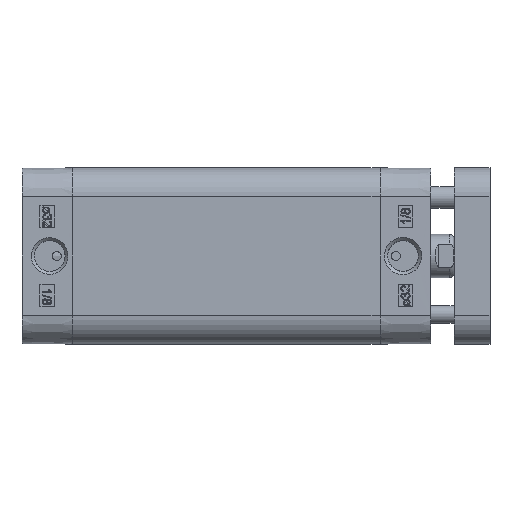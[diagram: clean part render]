
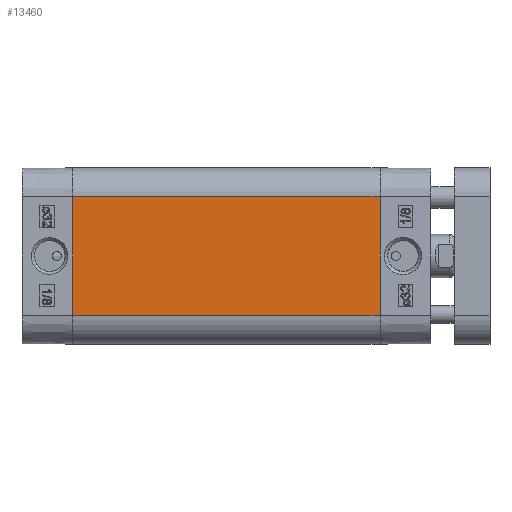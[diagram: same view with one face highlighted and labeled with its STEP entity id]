
A CAD part, left-side view. The second image highlights one B-rep face of the part: STEP entity #13460.
In plain terms, the highlighted planar face has unit normal (-1, 0, 0).
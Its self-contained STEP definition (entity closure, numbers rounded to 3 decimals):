
#10560=CARTESIAN_POINT('',(-24.5,-85.5,16.5));
#10561=VERTEX_POINT('',#10560);
#10568=CARTESIAN_POINT('',(-24.5,-85.5,-16.5));
#10569=VERTEX_POINT('',#10568);
#10570=CARTESIAN_POINT('',(-24.5,-85.5,-16.5));
#10571=DIRECTION('',(0.0,0.0,1.0));
#10572=VECTOR('',#10571,33.0);
#10573=LINE('',#10570,#10572);
#10574=EDGE_CURVE('',#10569,#10561,#10573,.T.);
#13418=CARTESIAN_POINT('',(-24.5,0.0,-16.5));
#13419=VERTEX_POINT('',#13418);
#13420=CARTESIAN_POINT('',(-24.5,0.0,-16.5));
#13421=DIRECTION('',(0.0,-1.0,0.0));
#13422=VECTOR('',#13421,85.5);
#13423=LINE('',#13420,#13422);
#13424=EDGE_CURVE('',#13419,#10569,#13423,.T.);
#13437=CARTESIAN_POINT('',(-24.5,0.0,-16.5));
#13438=DIRECTION('',(-1.0,0.0,0.0));
#13439=DIRECTION('',(0.0,0.0,1.0));
#13440=AXIS2_PLACEMENT_3D('',#13437,#13438,#13439);
#13441=PLANE('',#13440);
#13442=ORIENTED_EDGE('',*,*,#10574,.T.);
#13443=CARTESIAN_POINT('',(-24.5,0.0,16.5));
#13444=VERTEX_POINT('',#13443);
#13445=CARTESIAN_POINT('',(-24.5,0.0,16.5));
#13446=DIRECTION('',(0.0,-1.0,0.0));
#13447=VECTOR('',#13446,85.5);
#13448=LINE('',#13445,#13447);
#13449=EDGE_CURVE('',#13444,#10561,#13448,.T.);
#13450=ORIENTED_EDGE('',*,*,#13449,.F.);
#13451=CARTESIAN_POINT('',(-24.5,0.0,-16.5));
#13452=DIRECTION('',(0.0,0.0,1.0));
#13453=VECTOR('',#13452,33.0);
#13454=LINE('',#13451,#13453);
#13455=EDGE_CURVE('',#13419,#13444,#13454,.T.);
#13456=ORIENTED_EDGE('',*,*,#13455,.F.);
#13457=ORIENTED_EDGE('',*,*,#13424,.T.);
#13458=EDGE_LOOP('',(#13442,#13450,#13456,#13457));
#13459=FACE_OUTER_BOUND('',#13458,.T.);
#13460=ADVANCED_FACE('',(#13459),#13441,.T.);
